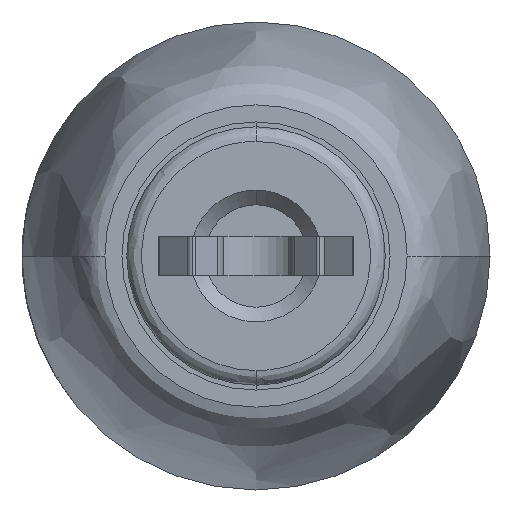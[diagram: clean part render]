
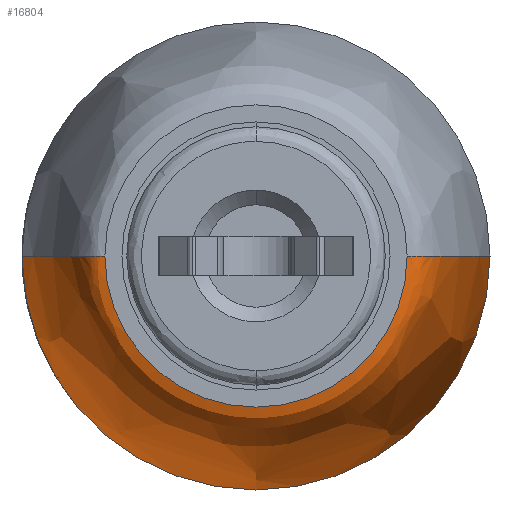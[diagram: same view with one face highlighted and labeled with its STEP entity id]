
A CAD part, left-side view. The second image highlights one B-rep face of the part: STEP entity #16804.
In plain terms, the highlighted free-form (B-spline) face has degree [3, 3] with [6, 4] control points.
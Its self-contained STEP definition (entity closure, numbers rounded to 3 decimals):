
#1712 = AXIS2_PLACEMENT_3D ( 'NONE', #2900, #5747, #28006 ) ;
#1933 = CIRCLE ( 'NONE', #1712, 4.8 ) ;
#2120 = CARTESIAN_POINT ( 'NONE',  ( 10.153, 4.759, -9.518 ) ) ;
#2565 = ORIENTED_EDGE ( 'NONE', *, *, #28708, .F. ) ;
#2715 = CARTESIAN_POINT ( 'NONE',  ( 4.822, 3.71, 0. ) ) ;
#2900 = CARTESIAN_POINT ( 'NONE',  ( 13.822, 0., 0. ) ) ;
#3074 = AXIS2_PLACEMENT_3D ( 'NONE', #15821, #10197, #12634 ) ;
#3556 = CARTESIAN_POINT ( 'NONE',  ( 13.822, -4.8, 0. ) ) ;
#5314 = CARTESIAN_POINT ( 'NONE',  ( 4.822, 3.71, -7.421 ) ) ;
#5430 = CARTESIAN_POINT ( 'NONE',  ( 4.822, -3.71, -7.421 ) ) ;
#5747 = DIRECTION ( 'NONE',  ( -1., 0., 0. ) ) ;
#6271 = DIRECTION ( 'NONE',  ( -1., 0., 0. ) ) ;
#6295 = CARTESIAN_POINT ( 'NONE',  ( 4.822, 3.1, 0. ) ) ;
#6659 = CARTESIAN_POINT ( 'NONE',  ( 10.153, -4.759, 0. ) ) ;
#6782 = CARTESIAN_POINT ( 'NONE',  ( 13.398, -4.8, 0. ) ) ;
#7417 = CARTESIAN_POINT ( 'NONE',  ( 13.398, 4.8, 0. ) ) ;
#7535 = CARTESIAN_POINT ( 'NONE',  ( 4.822, 3.71, 0. ) ) ;
#7650 = CARTESIAN_POINT ( 'NONE',  ( 13.822, 4.8, -9.6 ) ) ;
#8012 = CARTESIAN_POINT ( 'NONE',  ( 4.822, -3.1, 0. ) ) ;
#8265 = VERTEX_POINT ( 'NONE', #18793 ) ;
#8516 = CIRCLE ( 'NONE', #16194, 4.8 ) ;
#9058 = CARTESIAN_POINT ( 'NONE',  ( 4.822, -3.1, 0. ) ) ;
#9574 = CARTESIAN_POINT ( 'NONE',  ( 4.822, -3.1, 0. ) ) ;
#10197 = DIRECTION ( 'NONE',  ( -1., 0., 0. ) ) ;
#10796 = CARTESIAN_POINT ( 'NONE',  ( 6.753, 4.294, 0. ) ) ;
#12634 = DIRECTION ( 'NONE',  ( 0., 0., 1. ) ) ;
#12685 = VERTEX_POINT ( 'NONE', #22467 ) ;
#12993 = CARTESIAN_POINT ( 'NONE',  ( 13.822, 4.8, 0. ) ) ;
#13615 = CARTESIAN_POINT ( 'NONE',  ( 6.753, -4.294, -8.588 ) ) ;
#14456 = CARTESIAN_POINT ( 'NONE',  ( 6.753, -4.294, 0. ) ) ;
#14571 = CARTESIAN_POINT ( 'NONE',  ( 4.822, 3.1, -6.2 ) ) ;
#15087 = B_SPLINE_CURVE_WITH_KNOTS ( 'NONE', 3,
 ( #34626, #7417, #27215, #15697, #7535, #29898 ),
 .UNSPECIFIED., .F., .F.,
 ( 4, 1, 1, 4 ),
 ( 0., 0.429, 0.529, 1. ),
 .UNSPECIFIED. ) ;
#15697 = CARTESIAN_POINT ( 'NONE',  ( 6.753, 4.294, 0. ) ) ;
#15821 = CARTESIAN_POINT ( 'NONE',  ( 4.822, 0., 0. ) ) ;
#16051 = CARTESIAN_POINT ( 'NONE',  ( 13.398, -4.8, 0. ) ) ;
#16194 = AXIS2_PLACEMENT_3D ( 'NONE', #33966, #6271, #25727 ) ;
#16301 = ORIENTED_EDGE ( 'NONE', *, *, #29579, .F. ) ;
#16306 = ORIENTED_EDGE ( 'NONE', *, *, #32140, .T. ) ;
#16505 = CIRCLE ( 'NONE', #3074, 3.1 ) ;
#16804 = ADVANCED_FACE ( 'NONE', ( #22898 ), #24799, .F. ) ;
#17136 = B_SPLINE_CURVE_WITH_KNOTS ( 'NONE', 3,
 ( #3556, #6782, #6659, #23080, #34462, #9574 ),
 .UNSPECIFIED., .F., .F.,
 ( 4, 1, 1, 4 ),
 ( 0., 0.429, 0.529, 1. ),
 .UNSPECIFIED. ) ;
#17262 = EDGE_CURVE ( 'NONE', #12685, #29569, #8516, .T. ) ;
#18793 = CARTESIAN_POINT ( 'NONE',  ( 4.822, 3.1, 0. ) ) ;
#18861 = CARTESIAN_POINT ( 'NONE',  ( 10.153, 4.759, 0. ) ) ;
#19913 = ORIENTED_EDGE ( 'NONE', *, *, #17262, .T. ) ;
#20136 = VERTEX_POINT ( 'NONE', #30744 ) ;
#20767 = EDGE_LOOP ( 'NONE', ( #16306, #21681, #16301, #2565, #19913 ) ) ;
#21422 = CARTESIAN_POINT ( 'NONE',  ( 13.822, -4.8, -9.6 ) ) ;
#21554 = CARTESIAN_POINT ( 'NONE',  ( 13.398, 4.8, -9.6 ) ) ;
#21655 = CARTESIAN_POINT ( 'NONE',  ( 10.153, -4.759, -9.518 ) ) ;
#21681 = ORIENTED_EDGE ( 'NONE', *, *, #29071, .T. ) ;
#22467 = CARTESIAN_POINT ( 'NONE',  ( 13.822, 4.8, 0. ) ) ;
#22898 = FACE_OUTER_BOUND ( 'NONE', #20767, .T. ) ;
#23080 = CARTESIAN_POINT ( 'NONE',  ( 6.753, -4.294, 0. ) ) ;
#23960 = CARTESIAN_POINT ( 'NONE',  ( 13.822, 0., -4.8 ) ) ;
#24799 =( BOUNDED_SURFACE ( )  B_SPLINE_SURFACE ( 3, 3, ( 
 ( #12993, #7650, #21422, #35326 ),
 ( #29893, #21554, #32661, #16051 ),
 ( #18861, #2120, #21655, #27211 ),
 ( #10796, #30253, #13615, #14456 ),
 ( #2715, #5314, #5430, #27680 ),
 ( #6295, #14571, #33874, #8012 ) ),
 .UNSPECIFIED., .F., .F., .F. ) 
 B_SPLINE_SURFACE_WITH_KNOTS ( ( 4, 1, 1, 4 ),
 ( 4, 4 ),
 ( 0., 0.429, 0.529, 1. ),
 ( 0., 1. ),
 .UNSPECIFIED. ) 
 GEOMETRIC_REPRESENTATION_ITEM ( )  RATIONAL_B_SPLINE_SURFACE ( (
 ( 1., 0.333, 0.333, 1.),
 ( 1., 0.333, 0.333, 1.),
 ( 1., 0.333, 0.333, 1.),
 ( 1., 0.333, 0.333, 1.),
 ( 1., 0.333, 0.333, 1.),
 ( 1., 0.333, 0.333, 1.) ) ) 
 REPRESENTATION_ITEM ( '' )  SURFACE ( )  );
#24866 = VERTEX_POINT ( 'NONE', #9058 ) ;
#25727 = DIRECTION ( 'NONE',  ( 0., 0., 1. ) ) ;
#27211 = CARTESIAN_POINT ( 'NONE',  ( 10.153, -4.759, 0. ) ) ;
#27215 = CARTESIAN_POINT ( 'NONE',  ( 10.153, 4.759, 0. ) ) ;
#27680 = CARTESIAN_POINT ( 'NONE',  ( 4.822, -3.71, 0. ) ) ;
#28006 = DIRECTION ( 'NONE',  ( 0., 0., 1. ) ) ;
#28708 = EDGE_CURVE ( 'NONE', #12685, #8265, #15087, .T. ) ;
#29071 = EDGE_CURVE ( 'NONE', #20136, #24866, #17136, .T. ) ;
#29569 = VERTEX_POINT ( 'NONE', #23960 ) ;
#29579 = EDGE_CURVE ( 'NONE', #8265, #24866, #16505, .T. ) ;
#29893 = CARTESIAN_POINT ( 'NONE',  ( 13.398, 4.8, 0. ) ) ;
#29898 = CARTESIAN_POINT ( 'NONE',  ( 4.822, 3.1, 0. ) ) ;
#30253 = CARTESIAN_POINT ( 'NONE',  ( 6.753, 4.294, -8.588 ) ) ;
#30744 = CARTESIAN_POINT ( 'NONE',  ( 13.822, -4.8, 0. ) ) ;
#32140 = EDGE_CURVE ( 'NONE', #29569, #20136, #1933, .T. ) ;
#32661 = CARTESIAN_POINT ( 'NONE',  ( 13.398, -4.8, -9.6 ) ) ;
#33874 = CARTESIAN_POINT ( 'NONE',  ( 4.822, -3.1, -6.2 ) ) ;
#33966 = CARTESIAN_POINT ( 'NONE',  ( 13.822, 0., 0. ) ) ;
#34462 = CARTESIAN_POINT ( 'NONE',  ( 4.822, -3.71, 0. ) ) ;
#34626 = CARTESIAN_POINT ( 'NONE',  ( 13.822, 4.8, 0. ) ) ;
#35326 = CARTESIAN_POINT ( 'NONE',  ( 13.822, -4.8, 0. ) ) ;
